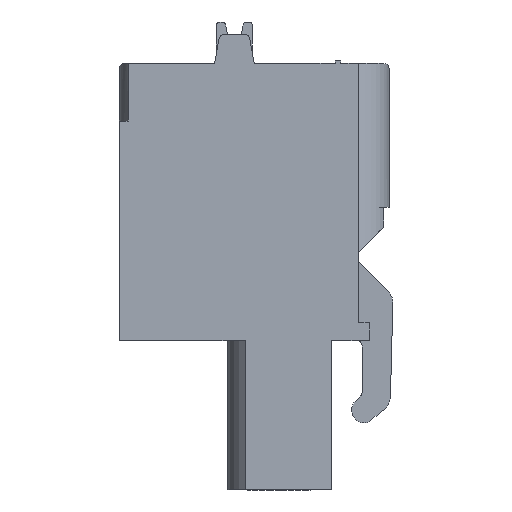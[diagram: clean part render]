
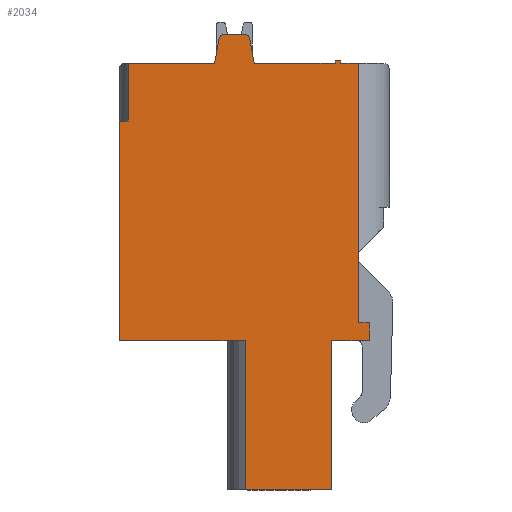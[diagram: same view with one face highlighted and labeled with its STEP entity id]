
A CAD part, left-side view. The second image highlights one B-rep face of the part: STEP entity #2034.
In plain terms, the highlighted planar face has unit normal (-1, 0, 0).
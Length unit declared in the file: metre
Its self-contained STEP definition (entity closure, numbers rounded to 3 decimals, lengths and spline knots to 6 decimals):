
#2034=ADVANCED_FACE('',(#4688),#4689,.F.);
#4688=FACE_OUTER_BOUND('',#7892,.T.);
#4689=PLANE('',#7893);
#7892=EDGE_LOOP('',(#14184,#14185,#14186,#14187,#14188,#14189,#14190,#14191,#14192,#14193,#14194,#14195,#14196,#14197,#14198,#14199,#14200,#14201,#14202,#14203,#14204,#14205));
#7893=AXIS2_PLACEMENT_3D('',#14206,#14207,#14208);
#14184=ORIENTED_EDGE('',*,*,#21219,.F.);
#14185=ORIENTED_EDGE('',*,*,#19469,.T.);
#14186=ORIENTED_EDGE('',*,*,#21222,.T.);
#14187=ORIENTED_EDGE('',*,*,#20676,.T.);
#14188=ORIENTED_EDGE('',*,*,#21187,.T.);
#14189=ORIENTED_EDGE('',*,*,#20683,.T.);
#14190=ORIENTED_EDGE('',*,*,#21226,.T.);
#14191=ORIENTED_EDGE('',*,*,#19465,.T.);
#14192=ORIENTED_EDGE('',*,*,#19357,.F.);
#14193=ORIENTED_EDGE('',*,*,#19362,.F.);
#14194=ORIENTED_EDGE('',*,*,#21576,.T.);
#14195=ORIENTED_EDGE('',*,*,#21577,.T.);
#14196=ORIENTED_EDGE('',*,*,#19440,.T.);
#14197=ORIENTED_EDGE('',*,*,#21578,.T.);
#14198=ORIENTED_EDGE('',*,*,#19428,.T.);
#14199=ORIENTED_EDGE('',*,*,#21579,.T.);
#14200=ORIENTED_EDGE('',*,*,#19419,.T.);
#14201=ORIENTED_EDGE('',*,*,#19412,.F.);
#14202=ORIENTED_EDGE('',*,*,#21580,.T.);
#14203=ORIENTED_EDGE('',*,*,#19475,.T.);
#14204=ORIENTED_EDGE('',*,*,#21214,.T.);
#14205=ORIENTED_EDGE('',*,*,#21185,.T.);
#14206=CARTESIAN_POINT('',(-0.85176,-0.0888,-0.0215));
#14207=DIRECTION('',(1.0,0.,0.));
#14208=DIRECTION('',(0.0,1.0,0.));
#19357=EDGE_CURVE('',#23276,#23278,#23279,.T.);
#19362=EDGE_CURVE('',#23284,#23276,#23286,.T.);
#19412=EDGE_CURVE('',#23368,#23369,#23370,.T.);
#19419=EDGE_CURVE('',#23378,#23369,#23381,.T.);
#19428=EDGE_CURVE('',#23397,#23395,#23398,.T.);
#19440=EDGE_CURVE('',#23415,#23413,#23416,.T.);
#19465=EDGE_CURVE('',#23455,#23278,#23456,.T.);
#19469=EDGE_CURVE('',#23463,#23461,#23464,.T.);
#19475=EDGE_CURVE('',#23473,#23471,#23474,.T.);
#20676=EDGE_CURVE('',#25637,#25638,#25639,.T.);
#20683=EDGE_CURVE('',#25651,#25649,#25652,.T.);
#21185=EDGE_CURVE('',#26435,#26439,#26441,.T.);
#21187=EDGE_CURVE('',#25638,#25651,#26443,.T.);
#21214=EDGE_CURVE('',#23471,#26435,#26470,.T.);
#21219=EDGE_CURVE('',#23463,#26439,#26475,.T.);
#21222=EDGE_CURVE('',#23461,#25637,#26478,.T.);
#21226=EDGE_CURVE('',#25649,#23455,#26482,.T.);
#21576=EDGE_CURVE('',#23284,#26896,#26897,.T.);
#21577=EDGE_CURVE('',#26896,#23415,#26898,.T.);
#21578=EDGE_CURVE('',#23413,#23397,#26899,.T.);
#21579=EDGE_CURVE('',#23395,#23378,#26900,.T.);
#21580=EDGE_CURVE('',#23368,#23473,#26901,.T.);
#23276=VERTEX_POINT('',#29110);
#23278=VERTEX_POINT('',#29113);
#23279=LINE('',#29114,#29115);
#23284=VERTEX_POINT('',#29121);
#23286=LINE('',#29124,#29125);
#23368=VERTEX_POINT('',#29250);
#23369=VERTEX_POINT('',#29251);
#23370=LINE('',#29252,#29253);
#23378=VERTEX_POINT('',#29264);
#23381=LINE('',#29269,#29270);
#23395=VERTEX_POINT('',#29289);
#23397=VERTEX_POINT('',#29292);
#23398=LINE('',#29293,#29294);
#23413=VERTEX_POINT('',#29313);
#23415=VERTEX_POINT('',#29316);
#23416=LINE('',#29317,#29318);
#23455=VERTEX_POINT('',#29435);
#23456=LINE('',#29436,#29437);
#23461=VERTEX_POINT('',#29444);
#23463=VERTEX_POINT('',#29447);
#23464=LINE('',#29448,#29449);
#23471=VERTEX_POINT('',#29459);
#23473=VERTEX_POINT('',#29462);
#23474=LINE('',#29463,#29464);
#25637=VERTEX_POINT('',#32633);
#25638=VERTEX_POINT('',#32634);
#25639=CIRCLE('',#32635,0.0003);
#25649=VERTEX_POINT('',#32647);
#25651=VERTEX_POINT('',#32650);
#25652=CIRCLE('',#32651,0.0003);
#26435=VERTEX_POINT('',#33750);
#26439=VERTEX_POINT('',#33756);
#26441=LINE('',#33759,#33760);
#26443=LINE('',#33762,#33763);
#26470=LINE('',#33807,#33808);
#26475=LINE('',#33815,#33816);
#26478=LINE('',#33820,#33821);
#26482=LINE('',#33826,#33827);
#26896=VERTEX_POINT('',#34454);
#26897=LINE('',#34455,#34456);
#26898=LINE('',#34457,#34458);
#26899=LINE('',#34459,#34460);
#26900=LINE('',#34461,#34462);
#26901=LINE('',#34463,#34464);
#29110=CARTESIAN_POINT('',(-0.85176,-0.0885,-0.0115));
#29113=CARTESIAN_POINT('',(-0.85176,-0.0885,-0.0083));
#29114=CARTESIAN_POINT('',(-0.85176,-0.0885,-0.0115));
#29115=VECTOR('',#37556,1.0);
#29121=CARTESIAN_POINT('',(-0.85176,-0.088,-0.0115));
#29124=CARTESIAN_POINT('',(-0.85176,-0.0908,-0.0115));
#29125=VECTOR('',#37562,1.0);
#29250=CARTESIAN_POINT('',(-0.85176,-0.1013,-0.0227));
#29251=CARTESIAN_POINT('',(-0.85176,-0.1019,-0.0227));
#29252=CARTESIAN_POINT('',(-0.85176,-0.1003,-0.0227));
#29253=VECTOR('',#37630,1.0);
#29264=CARTESIAN_POINT('',(-0.85176,-0.1019,-0.0237));
#29269=CARTESIAN_POINT('',(-0.85176,-0.1019,-0.0238));
#29270=VECTOR('',#37636,1.0);
#29289=CARTESIAN_POINT('',(-0.85176,-0.0998,-0.0237));
#29292=CARTESIAN_POINT('',(-0.85176,-0.0998,-0.032));
#29293=CARTESIAN_POINT('',(-0.85176,-0.0998,-0.0237));
#29294=VECTOR('',#37643,1.0);
#29313=CARTESIAN_POINT('',(-0.85176,-0.095,-0.032));
#29316=CARTESIAN_POINT('',(-0.85176,-0.095,-0.0237));
#29317=CARTESIAN_POINT('',(-0.85176,-0.095,-0.032));
#29318=VECTOR('',#37655,1.0);
#29435=CARTESIAN_POINT('',(-0.85176,-0.0933,-0.0083));
#29436=CARTESIAN_POINT('',(-0.85176,-0.0883,-0.0083));
#29437=VECTOR('',#37677,1.0);
#29444=CARTESIAN_POINT('',(-0.85176,-0.0955,-0.0083));
#29447=CARTESIAN_POINT('',(-0.85176,-0.1,-0.0083));
#29448=CARTESIAN_POINT('',(-0.85176,-0.0883,-0.0083));
#29449=VECTOR('',#37681,1.0);
#29459=CARTESIAN_POINT('',(-0.85176,-0.1003,-0.0083));
#29462=CARTESIAN_POINT('',(-0.85176,-0.1013,-0.0083));
#29463=CARTESIAN_POINT('',(-0.85176,-0.0883,-0.0083));
#29464=VECTOR('',#37689,1.0);
#32633=CARTESIAN_POINT('',(-0.85176,-0.095262,-0.006948));
#32634=CARTESIAN_POINT('',(-0.85176,-0.094966,-0.0067));
#32635=AXIS2_PLACEMENT_3D('',#39367,#39368,#39369);
#32647=CARTESIAN_POINT('',(-0.85176,-0.093538,-0.006948));
#32650=CARTESIAN_POINT('',(-0.85176,-0.093834,-0.0067));
#32651=AXIS2_PLACEMENT_3D('',#39379,#39380,#39381);
#33750=CARTESIAN_POINT('',(-0.85176,-0.1003,-0.00815));
#33756=CARTESIAN_POINT('',(-0.85176,-0.1,-0.00815));
#33759=CARTESIAN_POINT('',(-0.85176,-0.1,-0.00815));
#33760=VECTOR('',#39890,1.0);
#33762=CARTESIAN_POINT('',(-0.85176,-0.095178,-0.0067));
#33763=VECTOR('',#39891,1.0);
#33807=CARTESIAN_POINT('',(-0.85176,-0.1003,-0.0215));
#33808=VECTOR('',#39909,1.0);
#33815=CARTESIAN_POINT('',(-0.85176,-0.1,-0.0083));
#33816=VECTOR('',#39912,1.0);
#33820=CARTESIAN_POINT('',(-0.85176,-0.095218,-0.0067));
#33821=VECTOR('',#39914,1.0);
#33826=CARTESIAN_POINT('',(-0.85176,-0.0933,-0.0083));
#33827=VECTOR('',#39916,1.0);
#34454=CARTESIAN_POINT('',(-0.85176,-0.088,-0.0237));
#34455=CARTESIAN_POINT('',(-0.85176,-0.088,-0.0238));
#34456=VECTOR('',#40126,1.0);
#34457=CARTESIAN_POINT('',(-0.85176,-0.095,-0.0237));
#34458=VECTOR('',#40127,1.0);
#34459=CARTESIAN_POINT('',(-0.85176,-0.0998,-0.032));
#34460=VECTOR('',#40128,1.0);
#34461=CARTESIAN_POINT('',(-0.85176,-0.1007,-0.0237));
#34462=VECTOR('',#40129,1.0);
#34463=CARTESIAN_POINT('',(-0.85176,-0.1013,-0.0238));
#34464=VECTOR('',#40130,1.0);
#37556=DIRECTION('',(0.,0.0,1.0));
#37562=DIRECTION('',(0.,-1.0,0.));
#37630=DIRECTION('',(0.,-1.0,0.));
#37636=DIRECTION('',(0.,0.,1.0));
#37643=DIRECTION('',(0.0,0.0,1.0));
#37655=DIRECTION('',(0.0,0.,-1.0));
#37677=DIRECTION('',(0.,1.0,0.));
#37681=DIRECTION('',(0.,1.0,0.));
#37689=DIRECTION('',(0.,1.0,0.));
#39367=CARTESIAN_POINT('',(-0.85176,-0.094966,-0.007));
#39368=DIRECTION('',(-1.0,0.0,0.));
#39369=DIRECTION('',(0.,0.0,-1.0));
#39379=CARTESIAN_POINT('',(-0.85176,-0.093834,-0.007));
#39380=DIRECTION('',(-1.0,0.0,0.));
#39381=DIRECTION('',(0.,0.0,-1.0));
#39890=DIRECTION('',(0.0,1.0,0.0));
#39891=DIRECTION('',(0.0,1.0,0.0));
#39909=DIRECTION('',(0.,0.0,1.0));
#39912=DIRECTION('',(0.,0.0,1.0));
#39914=DIRECTION('',(0.,0.174,0.985));
#39916=DIRECTION('',(0.,0.174,-0.985));
#40126=DIRECTION('',(0.,0.,-1.0));
#40127=DIRECTION('',(0.0,-1.0,0.0));
#40128=DIRECTION('',(0.0,-1.0,0.));
#40129=DIRECTION('',(0.0,-1.0,0.0));
#40130=DIRECTION('',(0.,0.,1.0));
